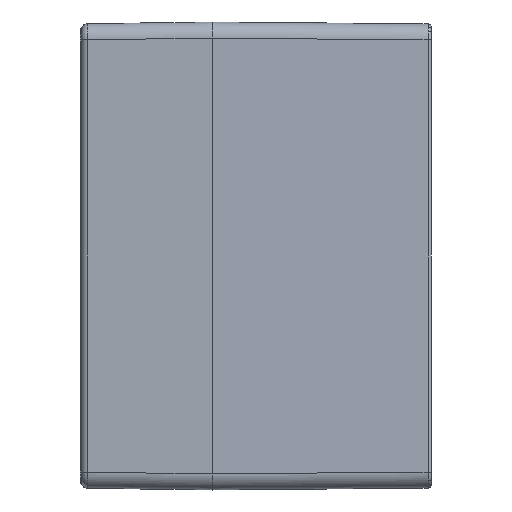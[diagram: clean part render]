
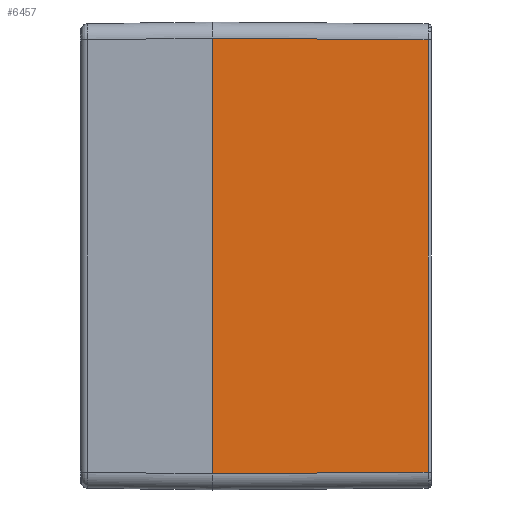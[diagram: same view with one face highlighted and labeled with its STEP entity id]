
A CAD part, left-side view. The second image highlights one B-rep face of the part: STEP entity #6457.
In plain terms, the highlighted planar face has unit normal (-1, -0.009, 0).
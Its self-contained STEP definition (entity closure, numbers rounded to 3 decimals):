
#193 = VERTEX_POINT ( 'NONE', #13881 ) ;
#1834 = DIRECTION ( 'NONE',  ( -1., -0.009, 0. ) ) ;
#3181 = EDGE_CURVE ( 'NONE', #12381, #5559, #5007, .T. ) ;
#3498 = CARTESIAN_POINT ( 'NONE',  ( -120., 75., -84.807 ) ) ;
#5007 = LINE ( 'NONE', #19205, #19596 ) ;
#5559 = VERTEX_POINT ( 'NONE', #23508 ) ;
#6149 = EDGE_CURVE ( 'NONE', #12381, #15388, #7545, .T. ) ;
#6457 = ADVANCED_FACE ( 'NONE', ( #21263 ), #11546, .T. ) ;
#6603 = CARTESIAN_POINT ( 'NONE',  ( -119.356, 1.19, 24.619 ) ) ;
#7366 = EDGE_CURVE ( 'NONE', #5559, #193, #12155, .T. ) ;
#7545 = B_SPLINE_CURVE_WITH_KNOTS ( 'NONE', 3,
 ( #22075, #23982, #24102, #17993 ),
 .UNSPECIFIED., .F., .F.,
 ( 4, 4 ),
 ( 0., 1. ),
 .UNSPECIFIED. ) ;
#9160 = CARTESIAN_POINT ( 'NONE',  ( -120., 75., 74.5 ) ) ;
#10310 = CARTESIAN_POINT ( 'NONE',  ( -119.356, 1.19, -24.619 ) ) ;
#11546 = PLANE ( 'NONE',  #24180 ) ;
#11700 = CARTESIAN_POINT ( 'NONE',  ( -119.571, 25.793, -74.071 ) ) ;
#11785 = B_SPLINE_CURVE_WITH_KNOTS ( 'NONE', 3,
 ( #20542, #6603, #10310, #20289 ),
 .UNSPECIFIED., .F., .F.,
 ( 4, 4 ),
 ( 0., 1. ),
 .UNSPECIFIED. ) ;
#12155 = B_SPLINE_CURVE_WITH_KNOTS ( 'NONE', 3,
 ( #13509, #23079, #11700, #13259 ),
 .UNSPECIFIED., .F., .F.,
 ( 4, 4 ),
 ( 0., 1. ),
 .UNSPECIFIED. ) ;
#12381 = VERTEX_POINT ( 'NONE', #9160 ) ;
#13259 = CARTESIAN_POINT ( 'NONE',  ( -119.356, 1.19, -73.856 ) ) ;
#13509 = CARTESIAN_POINT ( 'NONE',  ( -120., 75., -74.5 ) ) ;
#13881 = CARTESIAN_POINT ( 'NONE',  ( -119.356, 1.19, -73.856 ) ) ;
#15388 = VERTEX_POINT ( 'NONE', #19723 ) ;
#17162 = ORIENTED_EDGE ( 'NONE', *, *, #7366, .T. ) ;
#17648 = ORIENTED_EDGE ( 'NONE', *, *, #18706, .F. ) ;
#17993 = CARTESIAN_POINT ( 'NONE',  ( -119.356, 1.19, 73.856 ) ) ;
#18706 = EDGE_CURVE ( 'NONE', #15388, #193, #11785, .T. ) ;
#19134 = ORIENTED_EDGE ( 'NONE', *, *, #6149, .F. ) ;
#19205 = CARTESIAN_POINT ( 'NONE',  ( -120., 75., 74.5 ) ) ;
#19363 = DIRECTION ( 'NONE',  ( -0.009, 1., 0. ) ) ;
#19596 = VECTOR ( 'NONE', #19714, 1000. ) ;
#19714 = DIRECTION ( 'NONE',  ( 0., 0., -1. ) ) ;
#19723 = CARTESIAN_POINT ( 'NONE',  ( -119.356, 1.19, 73.856 ) ) ;
#19802 = EDGE_LOOP ( 'NONE', ( #19134, #21511, #17162, #17648 ) ) ;
#20289 = CARTESIAN_POINT ( 'NONE',  ( -119.356, 1.19, -73.856 ) ) ;
#20542 = CARTESIAN_POINT ( 'NONE',  ( -119.356, 1.19, 73.856 ) ) ;
#21263 = FACE_OUTER_BOUND ( 'NONE', #19802, .T. ) ;
#21511 = ORIENTED_EDGE ( 'NONE', *, *, #3181, .T. ) ;
#22075 = CARTESIAN_POINT ( 'NONE',  ( -120., 75., 74.5 ) ) ;
#23079 = CARTESIAN_POINT ( 'NONE',  ( -119.785, 50.397, -74.285 ) ) ;
#23508 = CARTESIAN_POINT ( 'NONE',  ( -120., 75., -74.5 ) ) ;
#23982 = CARTESIAN_POINT ( 'NONE',  ( -119.785, 50.397, 74.285 ) ) ;
#24102 = CARTESIAN_POINT ( 'NONE',  ( -119.571, 25.793, 74.071 ) ) ;
#24180 = AXIS2_PLACEMENT_3D ( 'NONE', #3498, #1834, #19363 ) ;
